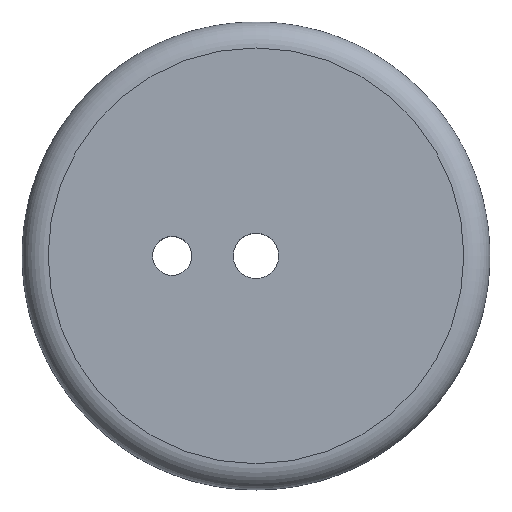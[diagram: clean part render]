
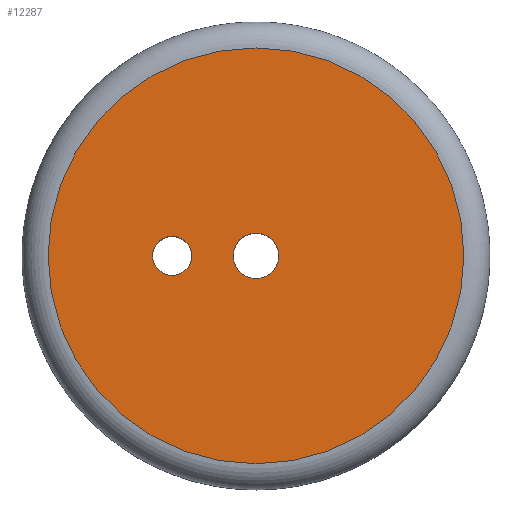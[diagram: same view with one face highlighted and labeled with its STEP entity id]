
A CAD part, top view. The second image highlights one B-rep face of the part: STEP entity #12287.
In plain terms, the highlighted planar face has unit normal (0, 0, 1).
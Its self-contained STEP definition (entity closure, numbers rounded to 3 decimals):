
#1031=CARTESIAN_POINT('',(-8.,-0.,6.));
#1032=VERTEX_POINT('',#1031);
#1297=CARTESIAN_POINT('',(0.,0.,6.));
#1298=DIRECTION('',(-0.,-0.,1.));
#1299=DIRECTION('',(-1.,0.,0.));
#1300=AXIS2_PLACEMENT_3D('',#1297,#1298,#1299);
#1301=CIRCLE('',#1300,8.);
#1302=EDGE_CURVE('',#1032,#1032,#1301,.T.);
#12257=CARTESIAN_POINT('',(0.,0.,6.));
#12258=DIRECTION('',(0.,0.,1.));
#12259=DIRECTION('',(1.,0.,0.));
#12260=AXIS2_PLACEMENT_3D('',#12257,#12258,#12259);
#12261=PLANE('',#12260);
#12262=CARTESIAN_POINT('',(-2.475,0.,6.));
#12263=VERTEX_POINT('',#12262);
#12264=CARTESIAN_POINT('',(-3.225,0.,6.));
#12265=DIRECTION('',(0.,0.,1.));
#12266=DIRECTION('',(1.,0.,-0.));
#12267=AXIS2_PLACEMENT_3D('',#12264,#12265,#12266);
#12268=CIRCLE('',#12267,0.75);
#12269=EDGE_CURVE('',#12263,#12263,#12268,.T.);
#12270=ORIENTED_EDGE('',*,*,#12269,.F.);
#12271=EDGE_LOOP('',(#12270));
#12272=FACE_BOUND('',#12271,.T.);
#12273=CARTESIAN_POINT('',(0.875,-0.,6.));
#12274=VERTEX_POINT('',#12273);
#12275=CARTESIAN_POINT('',(0.,0.,6.));
#12276=DIRECTION('',(0.,0.,1.));
#12277=DIRECTION('',(1.,0.,-0.));
#12278=AXIS2_PLACEMENT_3D('',#12275,#12276,#12277);
#12279=CIRCLE('',#12278,0.875);
#12280=EDGE_CURVE('',#12274,#12274,#12279,.T.);
#12281=ORIENTED_EDGE('',*,*,#12280,.F.);
#12282=EDGE_LOOP('',(#12281));
#12283=FACE_BOUND('',#12282,.T.);
#12284=ORIENTED_EDGE('',*,*,#1302,.T.);
#12285=EDGE_LOOP('',(#12284));
#12286=FACE_BOUND('',#12285,.T.);
#12287=ADVANCED_FACE('',(#12272,#12283,#12286),#12261,.T.);
